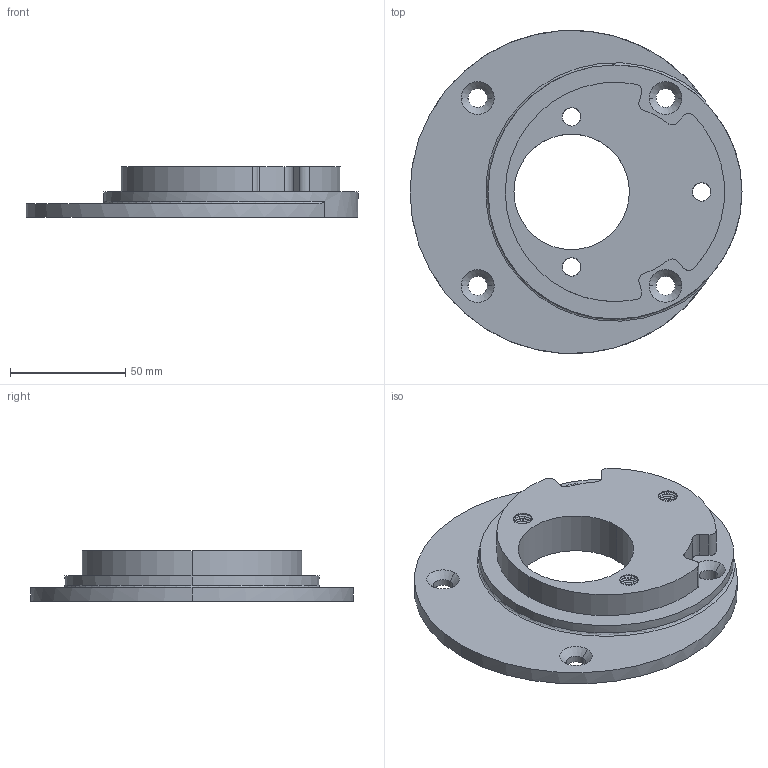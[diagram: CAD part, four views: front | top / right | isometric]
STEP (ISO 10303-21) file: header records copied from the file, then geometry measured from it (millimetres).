
FILE_DESCRIPTION (( 'STEP AP214' ), '1' );
FILE_NAME ('excentrique_moteur_2.STEP', '2020-02-05T10:58:35', ( '' ), ( '' ), 'SwSTEP 2.0', 'SolidWorks 2018', '' );
FILE_SCHEMA (( 'AUTOMOTIVE_DESIGN' ));
Length unit declared in the file: millimetre
Products named in the file (1): excentrique_moteur_2
Bounding box: 143.76 x 139.97 x 22 mm (x, y, z)
Volume: 146562.7 mm3; surface area: 41598.3 mm2
Topology: 1 solids, 1 shells, 159 faces, 449 edges, 294 vertices
Faces by surface type: cylinder 129, plane 12, bspline 9, cone 8, torus 1
Entity records: 15579 total; most frequent: CARTESIAN_POINT 11869, ORIENTED_EDGE 898, DIRECTION 617, EDGE_CURVE 449, VERTEX_POINT 294, AXIS2_PLACEMENT_3D 235, EDGE_LOOP 177, FACE_OUTER_BOUND 159
